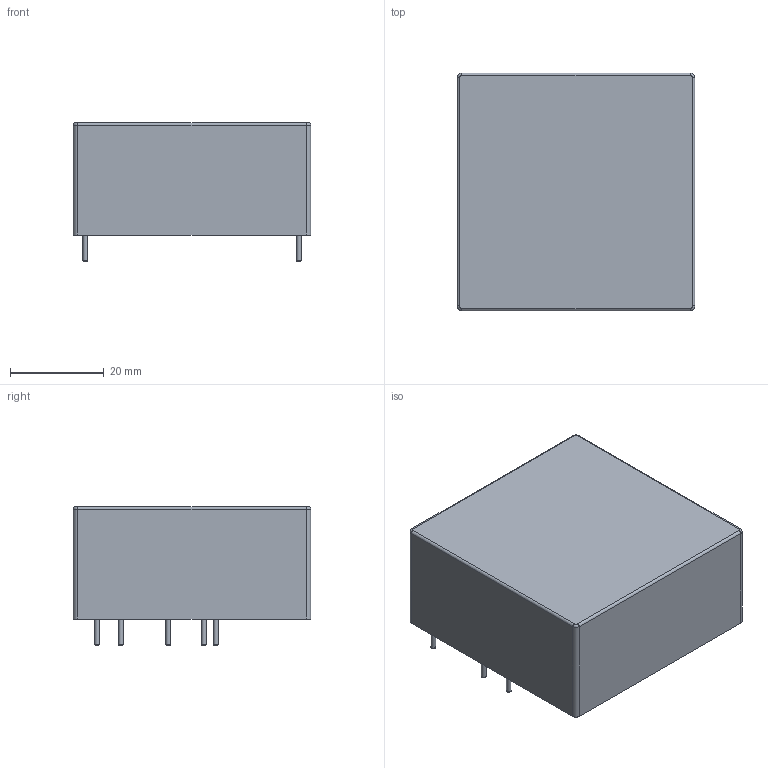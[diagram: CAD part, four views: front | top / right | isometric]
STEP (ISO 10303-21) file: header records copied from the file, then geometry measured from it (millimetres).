
FILE_DESCRIPTION(/* description */ ('model of Converter_DCDC_Cincon_EC6Cxx_Single_THT'),/* implementation_level */ '2;1');
FILE_NAME(/* name */ 'Converter_DCDC_Cincon_EC6Cxx_Single_THT.step',/* time_stamp */ '2018-04-09T21:30:22',/* author */ ('kicad StepUp','ksu'),/* organization */ ('FreeCAD'),/* preprocessor_version */ 'OCC',/* originating_system */ 'kicad StepUp',/* authorisation */ '');
FILE_SCHEMA(('AUTOMOTIVE_DESIGN { 1 0 10303 214 1 1 1 1 }'));
Length unit declared in the file: millimetre
Products named in the file (1): Converter_DCDC_Cincon_EC6Cxx_Single_THT
Bounding box: 50.8 x 50.8 x 29.6 mm (x, y, z)
Volume: 61931.3 mm3; surface area: 10057.7 mm2
Topology: 1 solids, 1 shells, 36 faces, 70 edges, 42 vertices
Faces by surface type: cylinder 14, plane 12, torus 10
Full cylindrical faces by diameter (mm): 1.02 x6
Entity records: 743 total; most frequent: ORIENTED_EDGE 114, CARTESIAN_POINT 112, AXIS2_PLACEMENT_3D 78, EDGE_CURVE 70, CIRCLE 44, FACE_BOUND 42, EDGE_LOOP 42, VERTEX_POINT 42
